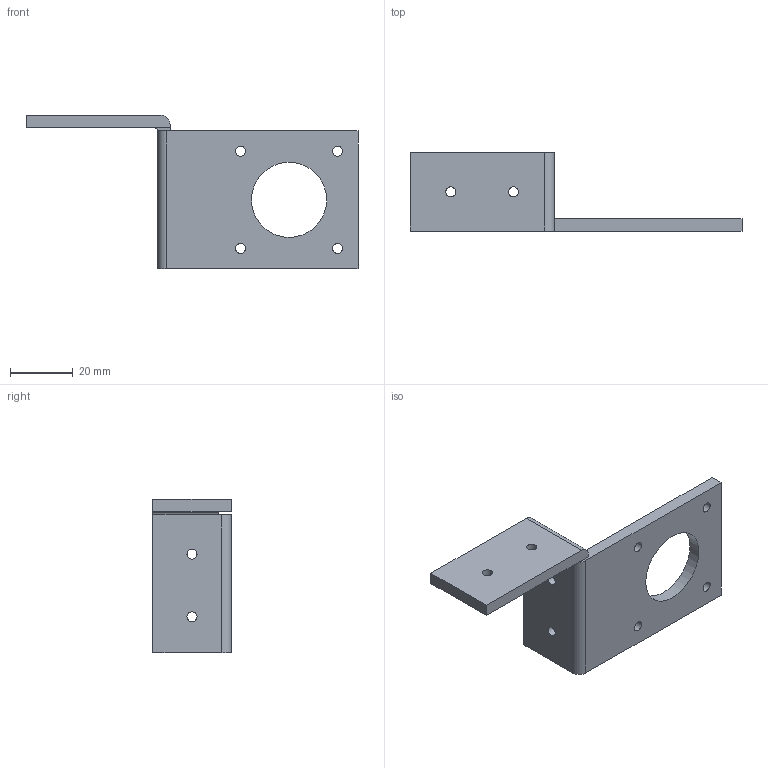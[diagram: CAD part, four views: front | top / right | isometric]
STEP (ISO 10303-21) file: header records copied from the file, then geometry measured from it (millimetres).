
FILE_DESCRIPTION(('FreeCAD Model'),'2;1');
FILE_NAME('e3d_titan_holder_sheet_metal.step','2017-11-30T21:30:09',(''),(''), 'Open CASCADE STEP processor 7.1','FreeCAD','Unknown');
FILE_SCHEMA(('AUTOMOTIVE_DESIGN_CC2 { 1 2 10303 214 -1 1 5 4 }'));
Length unit declared in the file: millimetre
Products named in the file (2): ASSEMBLY; e3d_titan_holder_sheet_metal
Assembly tree (1 placements, depth 2):
  ASSEMBLY
    e3d_titan_holder_sheet_metal
Bounding box: 106 x 25 x 49 mm (x, y, z)
Volume: 17448.3 mm3; surface area: 10746.7 mm2
Topology: 1 solids, 1 shells, 25 faces, 67 edges, 44 vertices
Faces by surface type: plane 13, cylinder 12
Full cylindrical faces by diameter (mm): 3.2 x8, 24 x1
Entity records: 1765 total; most frequent: CARTESIAN_POINT 332, DIRECTION 269, LINE 153, VECTOR 153, ORIENTED_EDGE 134, PCURVE 134, DEFINITIONAL_REPRESENTATION 134, EDGE_CURVE 67
